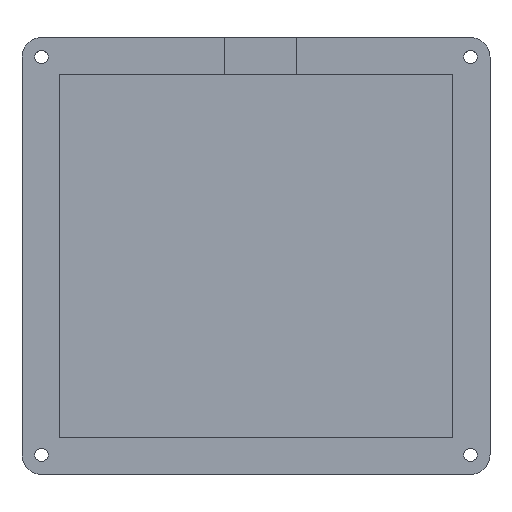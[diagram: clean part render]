
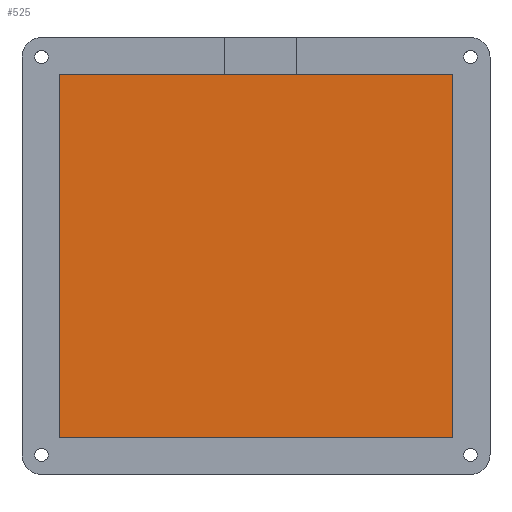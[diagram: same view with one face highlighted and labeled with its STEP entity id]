
A CAD part, top view. The second image highlights one B-rep face of the part: STEP entity #525.
In plain terms, the highlighted planar face has unit normal (0, 0, 1).
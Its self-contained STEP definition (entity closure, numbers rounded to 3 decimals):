
#35=PLANE('',#581);
#57=FACE_OUTER_BOUND('',#91,.T.);
#91=EDGE_LOOP('',(#429,#430,#431,#432));
#149=LINE('',#860,#197);
#151=LINE('',#864,#199);
#152=LINE('',#866,#200);
#153=LINE('',#867,#201);
#197=VECTOR('',#693,10.);
#199=VECTOR('',#697,10.);
#200=VECTOR('',#698,10.);
#201=VECTOR('',#699,10.);
#269=VERTEX_POINT('',#857);
#270=VERTEX_POINT('',#859);
#271=VERTEX_POINT('',#863);
#272=VERTEX_POINT('',#865);
#329=EDGE_CURVE('',#269,#270,#149,.T.);
#331=EDGE_CURVE('',#271,#269,#151,.T.);
#332=EDGE_CURVE('',#272,#271,#152,.T.);
#333=EDGE_CURVE('',#270,#272,#153,.T.);
#429=ORIENTED_EDGE('',*,*,#331,.F.);
#430=ORIENTED_EDGE('',*,*,#332,.F.);
#431=ORIENTED_EDGE('',*,*,#333,.F.);
#432=ORIENTED_EDGE('',*,*,#329,.F.);
#525=ADVANCED_FACE('',(#57),#35,.T.);
#581=AXIS2_PLACEMENT_3D('',#862,#695,#696);
#693=DIRECTION('',(1.,0.,0.));
#695=DIRECTION('center_axis',(0.,0.,1.));
#696=DIRECTION('ref_axis',(1.,0.,0.));
#697=DIRECTION('',(0.,1.,0.));
#698=DIRECTION('',(-1.,0.,0.));
#699=DIRECTION('',(0.,-1.,0.));
#857=CARTESIAN_POINT('',(0.,93.,3.));
#859=CARTESIAN_POINT('',(101.,93.,3.));
#860=CARTESIAN_POINT('',(25.25,93.,3.));
#862=CARTESIAN_POINT('Origin',(50.5,46.5,3.));
#863=CARTESIAN_POINT('',(0.,0.,3.));
#864=CARTESIAN_POINT('',(0.,23.25,3.));
#865=CARTESIAN_POINT('',(101.,0.,3.));
#866=CARTESIAN_POINT('',(75.75,0.,3.));
#867=CARTESIAN_POINT('',(101.,69.75,3.));
